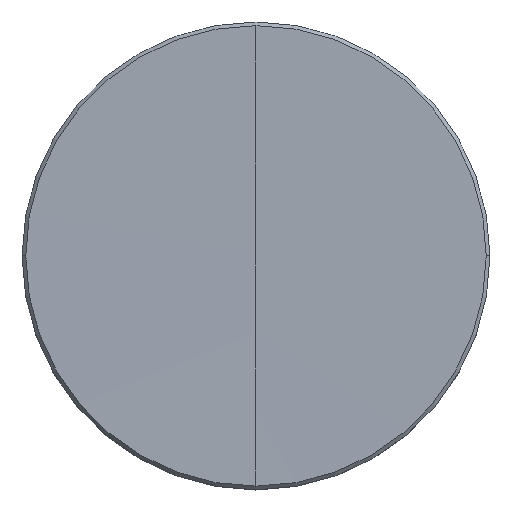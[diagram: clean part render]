
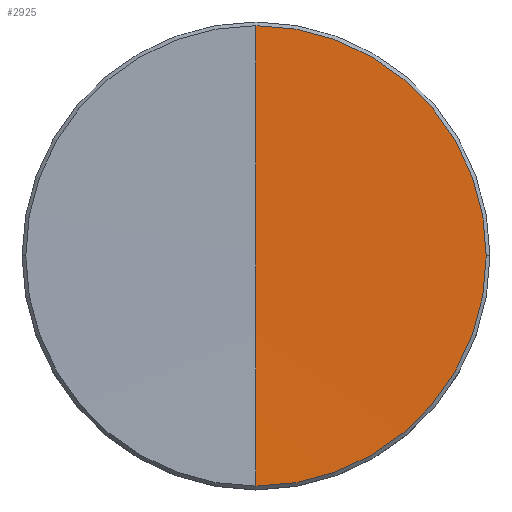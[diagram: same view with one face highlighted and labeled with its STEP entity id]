
A CAD part, top view. The second image highlights one B-rep face of the part: STEP entity #2925.
In plain terms, the highlighted spherical face has radius 2000 mm.
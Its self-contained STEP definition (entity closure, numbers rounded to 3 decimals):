
#43 = AXIS2_PLACEMENT_3D ( 'NONE', #818, #3930, #505 ) ;
#180 = CIRCLE ( 'NONE', #2002, 2000. ) ;
#214 = EDGE_CURVE ( 'NONE', #3103, #2596, #965, .T. ) ;
#315 = CARTESIAN_POINT ( 'NONE',  ( 7.254, 14.797, 2022.645 ) ) ;
#333 = AXIS2_PLACEMENT_3D ( 'NONE', #2019, #426, #2282 ) ;
#426 = DIRECTION ( 'NONE',  ( 0., 0., 1. ) ) ;
#505 = DIRECTION ( 'NONE',  ( 0., 1., 0. ) ) ;
#529 = ORIENTED_EDGE ( 'NONE', *, *, #214, .T. ) ;
#643 = DIRECTION ( 'NONE',  ( 0., 0., 1. ) ) ;
#673 = SPHERICAL_SURFACE ( 'NONE', #43, 2000. ) ;
#744 = VERTEX_POINT ( 'NONE', #2710 ) ;
#818 = CARTESIAN_POINT ( 'NONE',  ( 7.254, 14.797, 2022.645 ) ) ;
#822 = DIRECTION ( 'NONE',  ( 0., 0., -1. ) ) ;
#928 = CARTESIAN_POINT ( 'NONE',  ( 7.254, 2.296, 22.684 ) ) ;
#965 = CIRCLE ( 'NONE', #3667, 2000. ) ;
#968 = DIRECTION ( 'NONE',  ( 1., 0., 0. ) ) ;
#1136 = ORIENTED_EDGE ( 'NONE', *, *, #1994, .T. ) ;
#1165 = CARTESIAN_POINT ( 'NONE',  ( 7.254, 14.797, 22.645 ) ) ;
#1470 = FACE_OUTER_BOUND ( 'NONE', #2691, .T. ) ;
#1623 = CIRCLE ( 'NONE', #3993, 12.501 ) ;
#1749 = DIRECTION ( 'NONE',  ( 1., 0., 0. ) ) ;
#1857 = DIRECTION ( 'NONE',  ( -1., 0., 0. ) ) ;
#1928 = ORIENTED_EDGE ( 'NONE', *, *, #1939, .T. ) ;
#1939 = EDGE_CURVE ( 'NONE', #2596, #3341, #1623, .T. ) ;
#1994 = EDGE_CURVE ( 'NONE', #3341, #744, #2414, .T. ) ;
#2002 = AXIS2_PLACEMENT_3D ( 'NONE', #2383, #1749, #822 ) ;
#2019 = CARTESIAN_POINT ( 'NONE',  ( 7.254, 14.797, 22.684 ) ) ;
#2282 = DIRECTION ( 'NONE',  ( 1., 0., 0. ) ) ;
#2383 = CARTESIAN_POINT ( 'NONE',  ( 7.254, 14.797, 2022.645 ) ) ;
#2414 = CIRCLE ( 'NONE', #333, 12.501 ) ;
#2541 = DIRECTION ( 'NONE',  ( 0., -1., 0. ) ) ;
#2596 = VERTEX_POINT ( 'NONE', #928 ) ;
#2691 = EDGE_LOOP ( 'NONE', ( #2864, #529, #1928, #1136 ) ) ;
#2710 = CARTESIAN_POINT ( 'NONE',  ( 7.254, 27.298, 22.684 ) ) ;
#2864 = ORIENTED_EDGE ( 'NONE', *, *, #3926, .F. ) ;
#2925 = ADVANCED_FACE ( 'NONE', ( #1470 ), #673, .F. ) ;
#3103 = VERTEX_POINT ( 'NONE', #1165 ) ;
#3341 = VERTEX_POINT ( 'NONE', #3610 ) ;
#3610 = CARTESIAN_POINT ( 'NONE',  ( 19.755, 14.797, 22.684 ) ) ;
#3667 = AXIS2_PLACEMENT_3D ( 'NONE', #315, #1857, #2541 ) ;
#3773 = CARTESIAN_POINT ( 'NONE',  ( 7.254, 14.797, 22.684 ) ) ;
#3926 = EDGE_CURVE ( 'NONE', #3103, #744, #180, .T. ) ;
#3930 = DIRECTION ( 'NONE',  ( -1., 0., 0. ) ) ;
#3993 = AXIS2_PLACEMENT_3D ( 'NONE', #3773, #643, #968 ) ;
